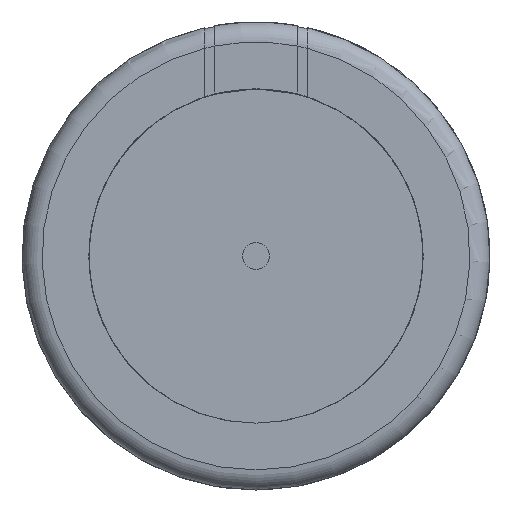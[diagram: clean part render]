
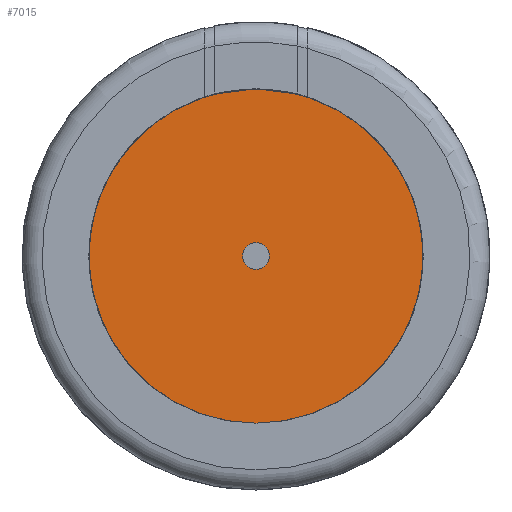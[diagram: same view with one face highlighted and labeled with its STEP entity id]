
A CAD part, front view. The second image highlights one B-rep face of the part: STEP entity #7015.
In plain terms, the highlighted planar face has unit normal (0, -1, 0).
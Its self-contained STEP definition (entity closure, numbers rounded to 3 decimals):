
#107=CIRCLE('',#7316,5.);
#285=PLANE('',#7404);
#1408=ORIENTED_EDGE('',*,*,#2626,.F.);
#2626=EDGE_CURVE('',#3352,#3352,#107,.T.);
#3352=VERTEX_POINT('',#8959);
#4023=EDGE_LOOP('',(#1408));
#4381=FACE_BOUND('',#4023,.T.);
#7015=ADVANCED_FACE('',(#4381),#285,.F.);
#7316=AXIS2_PLACEMENT_3D('',#8958,#7739,#7740);
#7404=AXIS2_PLACEMENT_3D('',#9679,#7980,#7981);
#7739=DIRECTION('',(0.,1.,0.));
#7740=DIRECTION('',(0.,0.,-1.));
#7980=DIRECTION('',(0.,1.,0.));
#7981=DIRECTION('',(0.,0.,1.));
#8958=CARTESIAN_POINT('',(0.,-26.4,0.));
#8959=CARTESIAN_POINT('',(0.,-26.4,-5.));
#9679=CARTESIAN_POINT('',(0.,-26.4,0.));
